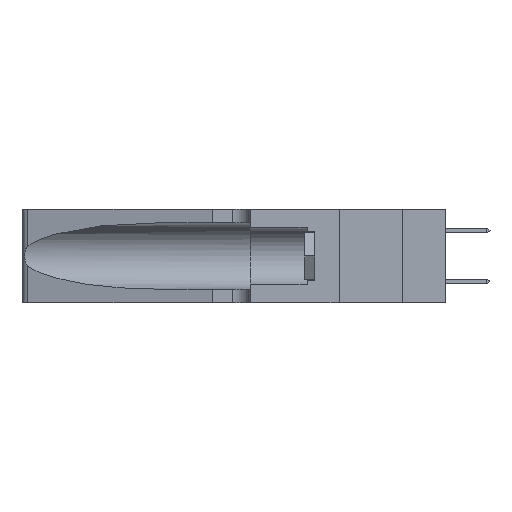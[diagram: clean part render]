
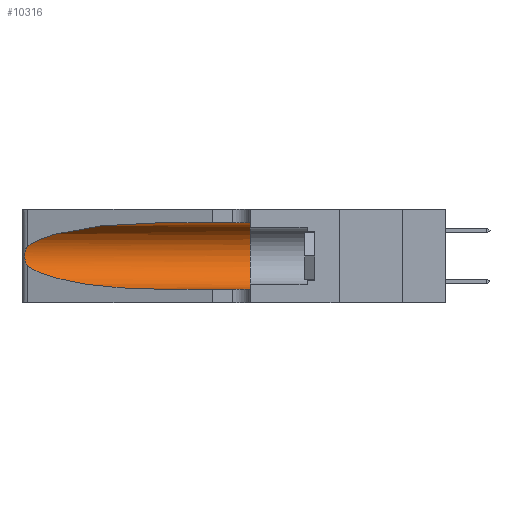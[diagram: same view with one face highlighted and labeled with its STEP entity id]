
A CAD part, left-side view. The second image highlights one B-rep face of the part: STEP entity #10316.
In plain terms, the highlighted cylindrical face has radius 3.308 mm (diameter 6.617 mm), a partial arc.
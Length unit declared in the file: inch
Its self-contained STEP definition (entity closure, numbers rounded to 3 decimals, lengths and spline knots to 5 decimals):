
#593 = CARTESIAN_POINT ( 'NONE',  ( 0.1305, 0.35, 0.31525 ) ) ;
#683 = EDGE_CURVE ( 'NONE', #6532, #13645, #1176, .T. ) ;
#822 = CARTESIAN_POINT ( 'NONE',  ( 0.1305, 0.72297, 0.31525 ) ) ;
#835 = ORIENTED_EDGE ( 'NONE', *, *, #1874, .T. ) ;
#978 = CARTESIAN_POINT ( 'NONE',  ( 0.25856, 1.23593, 0.16098 ) ) ;
#1049 = CARTESIAN_POINT ( 'NONE',  ( 0.1305, 1.61858, 0.05475 ) ) ;
#1176 = LINE ( 'NONE', #5924, #11595 ) ;
#1407 =( BOUNDED_CURVE ( )  B_SPLINE_CURVE ( 3, ( #12457, #5424, #4143, #18697 ),
 .UNSPECIFIED., .F., .F. ) 
 B_SPLINE_CURVE_WITH_KNOTS ( ( 4, 4 ),
 ( 1.5708, 2.84003 ),
 .UNSPECIFIED. ) 
 CURVE ( )  GEOMETRIC_REPRESENTATION_ITEM ( )  RATIONAL_B_SPLINE_CURVE ( ( 1., 0.87, 0.87, 1. ) ) 
 REPRESENTATION_ITEM ( '' )  );
#1451 = EDGE_LOOP ( 'NONE', ( #835, #5467, #6179, #10990, #3982, #5129 ) ) ;
#1874 = EDGE_CURVE ( 'NONE', #6532, #2623, #1407, .T. ) ;
#2623 = VERTEX_POINT ( 'NONE', #3709 ) ;
#3477 = DIRECTION ( 'NONE',  ( 0., 0., 1. ) ) ;
#3577 = CIRCLE ( 'NONE', #16477, 0.13025 ) ;
#3709 = CARTESIAN_POINT ( 'NONE',  ( 0.25487, 1.22718, 0.22369 ) ) ;
#3982 = ORIENTED_EDGE ( 'NONE', *, *, #5689, .F. ) ;
#3997 = CARTESIAN_POINT ( 'NONE',  ( 0.25789, 1.23486, 0.15765 ) ) ;
#4116 = CARTESIAN_POINT ( 'NONE',  ( 0.1305, 0.35, 0.05475 ) ) ;
#4143 = CARTESIAN_POINT ( 'NONE',  ( 0.2373, 1.15595, 0.28018 ) ) ;
#4349 = AXIS2_PLACEMENT_3D ( 'NONE', #7594, #17919, #15056 ) ;
#4741 = CARTESIAN_POINT ( 'NONE',  ( 0.1305, 0.72297, 0.05475 ) ) ;
#5129 = ORIENTED_EDGE ( 'NONE', *, *, #683, .F. ) ;
#5337 = CARTESIAN_POINT ( 'NONE',  ( 0.26018, 1.23835, 0.19895 ) ) ;
#5424 = CARTESIAN_POINT ( 'NONE',  ( 0.18966, 0.96281, 0.31525 ) ) ;
#5455 = CARTESIAN_POINT ( 'NONE',  ( 0.25555, 1.22993, 0.14849 ) ) ;
#5467 = ORIENTED_EDGE ( 'NONE', *, *, #11660, .T. ) ;
#5689 = EDGE_CURVE ( 'NONE', #13645, #12353, #3577, .T. ) ;
#5736 = CARTESIAN_POINT ( 'NONE',  ( 0.25854, 1.2359, 0.20912 ) ) ;
#5924 = CARTESIAN_POINT ( 'NONE',  ( 0.1305, 1.61858, 0.31525 ) ) ;
#6179 = ORIENTED_EDGE ( 'NONE', *, *, #16966, .T. ) ;
#6532 = VERTEX_POINT ( 'NONE', #822 ) ;
#6917 = CARTESIAN_POINT ( 'NONE',  ( 0.26075, 1.23896, 0.19203 ) ) ;
#6987 = CARTESIAN_POINT ( 'NONE',  ( 0.25487, 1.22718, 0.14631 ) ) ;
#7124 = CARTESIAN_POINT ( 'NONE',  ( 0.25787, 1.23484, 0.2124 ) ) ;
#7353 = CARTESIAN_POINT ( 'NONE',  ( 0.2373, 1.15595, 0.08982 ) ) ;
#7434 = DIRECTION ( 'NONE',  ( 0., -1., 0. ) ) ;
#7594 = CARTESIAN_POINT ( 'NONE',  ( 0.1305, 1.61858, 0.185 ) ) ;
#8343 = CARTESIAN_POINT ( 'NONE',  ( 0.26075, 1.23896, 0.178 ) ) ;
#9123 =( BOUNDED_CURVE ( )  B_SPLINE_CURVE ( 3, ( #17805, #7353, #13440, #16244 ),
 .UNSPECIFIED., .F., .T. ) 
 B_SPLINE_CURVE_WITH_KNOTS ( ( 4, 4 ),
 ( 3.44316, 4.71239 ),
 .UNSPECIFIED. ) 
 CURVE ( )  GEOMETRIC_REPRESENTATION_ITEM ( )  RATIONAL_B_SPLINE_CURVE ( ( 1., 0.87, 0.87, 1. ) ) 
 REPRESENTATION_ITEM ( '' )  );
#9218 = VERTEX_POINT ( 'NONE', #4741 ) ;
#10316 = ADVANCED_FACE ( 'NONE', ( #17545 ), #13157, .F. ) ;
#10898 = LINE ( 'NONE', #1049, #17315 ) ;
#10990 = ORIENTED_EDGE ( 'NONE', *, *, #18904, .T. ) ;
#11486 = CARTESIAN_POINT ( 'NONE',  ( 0.25487, 1.22718, 0.22369 ) ) ;
#11595 = VECTOR ( 'NONE', #7434, 39.37008 ) ;
#11605 = DIRECTION ( 'NONE',  ( 0., -1., 0. ) ) ;
#11660 = EDGE_CURVE ( 'NONE', #2623, #13167, #15997, .T. ) ;
#12353 = VERTEX_POINT ( 'NONE', #4116 ) ;
#12457 = CARTESIAN_POINT ( 'NONE',  ( 0.1305, 0.72297, 0.31525 ) ) ;
#12488 = DIRECTION ( 'NONE',  ( 0., 1., 0. ) ) ;
#13157 = CYLINDRICAL_SURFACE ( 'NONE', #4349, 0.13025 ) ;
#13167 = VERTEX_POINT ( 'NONE', #6987 ) ;
#13440 = CARTESIAN_POINT ( 'NONE',  ( 0.18966, 0.96281, 0.05475 ) ) ;
#13645 = VERTEX_POINT ( 'NONE', #593 ) ;
#13916 = CARTESIAN_POINT ( 'NONE',  ( 0.1305, 0.35, 0.185 ) ) ;
#14304 = CARTESIAN_POINT ( 'NONE',  ( 0.25639, 1.23186, 0.15144 ) ) ;
#14523 = CARTESIAN_POINT ( 'NONE',  ( 0.25555, 1.22994, 0.2215 ) ) ;
#14585 = CARTESIAN_POINT ( 'NONE',  ( 0.25639, 1.23184, 0.21858 ) ) ;
#15056 = DIRECTION ( 'NONE',  ( 0., 0., -1. ) ) ;
#15810 = CARTESIAN_POINT ( 'NONE',  ( 0.25487, 1.22718, 0.14631 ) ) ;
#15997 = B_SPLINE_CURVE_WITH_KNOTS ( 'NONE', 3,
 ( #11486, #14523, #14585, #7124, #5736, #5337, #6917, #8343, #17210, #978, #3997, #14304, #5455, #15810 ),
 .UNSPECIFIED., .F., .F.,
 ( 4, 2, 2, 2, 2, 2, 4 ),
 ( 0., 0.00027, 0.00053, 0.00107, 0.0016, 0.00187, 0.00214 ),
 .UNSPECIFIED. ) ;
#16244 = CARTESIAN_POINT ( 'NONE',  ( 0.1305, 0.72297, 0.05475 ) ) ;
#16477 = AXIS2_PLACEMENT_3D ( 'NONE', #13916, #12488, #3477 ) ;
#16966 = EDGE_CURVE ( 'NONE', #13167, #9218, #9123, .T. ) ;
#17210 = CARTESIAN_POINT ( 'NONE',  ( 0.26017, 1.23833, 0.17102 ) ) ;
#17315 = VECTOR ( 'NONE', #11605, 39.37008 ) ;
#17545 = FACE_OUTER_BOUND ( 'NONE', #1451, .T. ) ;
#17805 = CARTESIAN_POINT ( 'NONE',  ( 0.25487, 1.22718, 0.14631 ) ) ;
#17919 = DIRECTION ( 'NONE',  ( 0., -1., 0. ) ) ;
#18697 = CARTESIAN_POINT ( 'NONE',  ( 0.25487, 1.22718, 0.22369 ) ) ;
#18904 = EDGE_CURVE ( 'NONE', #9218, #12353, #10898, .T. ) ;
